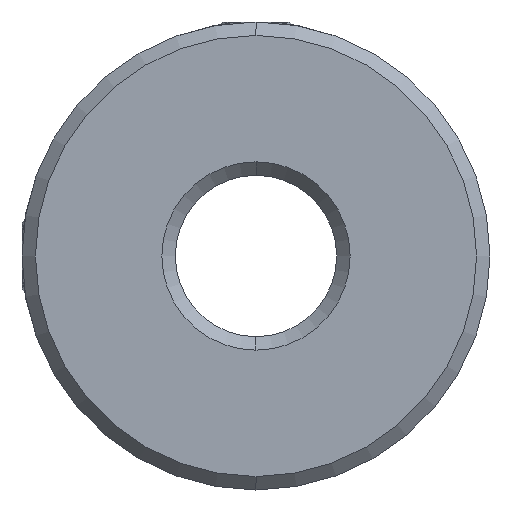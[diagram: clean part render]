
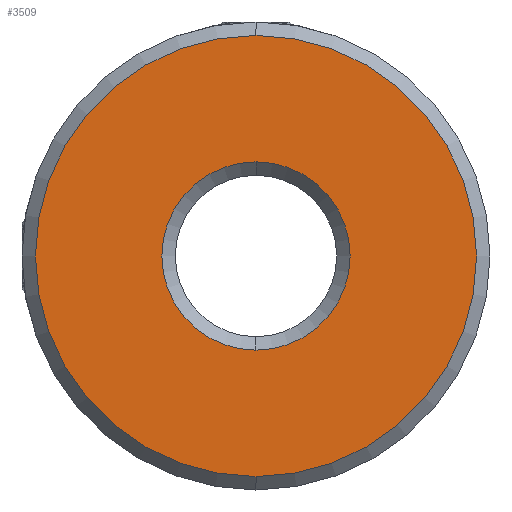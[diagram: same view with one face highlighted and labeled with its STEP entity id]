
A CAD part, left-side view. The second image highlights one B-rep face of the part: STEP entity #3509.
In plain terms, the highlighted planar face has unit normal (-1, 0, 0).
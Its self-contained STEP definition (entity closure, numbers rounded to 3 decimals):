
#105 = VERTEX_POINT ( 'NONE', #3936 ) ;
#250 = VERTEX_POINT ( 'NONE', #3349 ) ;
#534 = DIRECTION ( 'NONE',  ( 1., 0., 0. ) ) ;
#567 = CIRCLE ( 'NONE', #4021, 8.2 ) ;
#605 = EDGE_LOOP ( 'NONE', ( #2759, #1252 ) ) ;
#735 = CARTESIAN_POINT ( 'NONE',  ( -7.15, 0., 0. ) ) ;
#915 = DIRECTION ( 'NONE',  ( 0., 0., -1. ) ) ;
#1050 = DIRECTION ( 'NONE',  ( 0., 0., -1. ) ) ;
#1205 = EDGE_CURVE ( 'NONE', #4014, #250, #3650, .T. ) ;
#1252 = ORIENTED_EDGE ( 'NONE', *, *, #2716, .T. ) ;
#1297 = PLANE ( 'NONE',  #2825 ) ;
#1309 = CIRCLE ( 'NONE', #2460, 8.2 ) ;
#1312 = DIRECTION ( 'NONE',  ( 1., 0., 0. ) ) ;
#1453 = AXIS2_PLACEMENT_3D ( 'NONE', #2793, #2109, #1050 ) ;
#1559 = DIRECTION ( 'NONE',  ( 0., 0., -1. ) ) ;
#1563 = ORIENTED_EDGE ( 'NONE', *, *, #1205, .T. ) ;
#1906 = CARTESIAN_POINT ( 'NONE',  ( -7.15, 0., 0. ) ) ;
#2109 = DIRECTION ( 'NONE',  ( 1., 0., 0. ) ) ;
#2199 = DIRECTION ( 'NONE',  ( -1., 0., 0. ) ) ;
#2294 = EDGE_CURVE ( 'NONE', #105, #4019, #1309, .T. ) ;
#2333 = CARTESIAN_POINT ( 'NONE',  ( -7.15, 0., 3.5 ) ) ;
#2416 = ORIENTED_EDGE ( 'NONE', *, *, #4000, .T. ) ;
#2460 = AXIS2_PLACEMENT_3D ( 'NONE', #735, #3550, #2907 ) ;
#2716 = EDGE_CURVE ( 'NONE', #4019, #105, #567, .T. ) ;
#2759 = ORIENTED_EDGE ( 'NONE', *, *, #2294, .T. ) ;
#2793 = CARTESIAN_POINT ( 'NONE',  ( -7.15, 0., 0. ) ) ;
#2825 = AXIS2_PLACEMENT_3D ( 'NONE', #3469, #1312, #3103 ) ;
#2907 = DIRECTION ( 'NONE',  ( 0., 0., -1. ) ) ;
#3019 = CARTESIAN_POINT ( 'NONE',  ( -7.15, 0., 8.2 ) ) ;
#3103 = DIRECTION ( 'NONE',  ( 0., 0., -1. ) ) ;
#3349 = CARTESIAN_POINT ( 'NONE',  ( -7.15, 0., -3.5 ) ) ;
#3372 = CARTESIAN_POINT ( 'NONE',  ( -7.15, 0., 0. ) ) ;
#3374 = FACE_OUTER_BOUND ( 'NONE', #605, .T. ) ;
#3469 = CARTESIAN_POINT ( 'NONE',  ( -7.15, -3., 0. ) ) ;
#3509 = ADVANCED_FACE ( 'NONE', ( #3374, #4242 ), #1297, .F. ) ;
#3550 = DIRECTION ( 'NONE',  ( -1., 0., 0. ) ) ;
#3650 = CIRCLE ( 'NONE', #1453, 3.5 ) ;
#3832 = AXIS2_PLACEMENT_3D ( 'NONE', #3372, #534, #915 ) ;
#3936 = CARTESIAN_POINT ( 'NONE',  ( -7.15, 0., -8.2 ) ) ;
#4000 = EDGE_CURVE ( 'NONE', #250, #4014, #4074, .T. ) ;
#4014 = VERTEX_POINT ( 'NONE', #2333 ) ;
#4019 = VERTEX_POINT ( 'NONE', #3019 ) ;
#4021 = AXIS2_PLACEMENT_3D ( 'NONE', #1906, #2199, #1559 ) ;
#4074 = CIRCLE ( 'NONE', #3832, 3.5 ) ;
#4101 = EDGE_LOOP ( 'NONE', ( #1563, #2416 ) ) ;
#4242 = FACE_BOUND ( 'NONE', #4101, .T. ) ;
